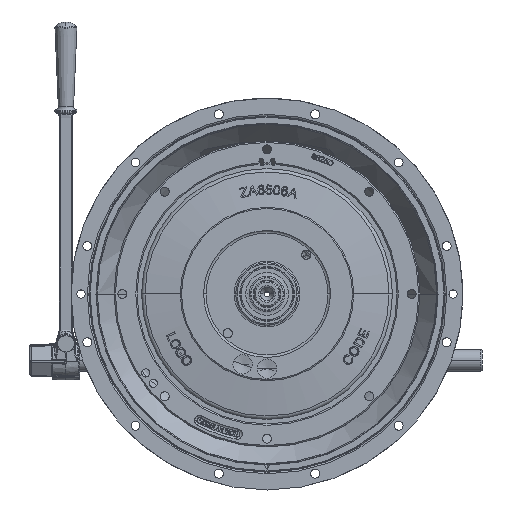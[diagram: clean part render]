
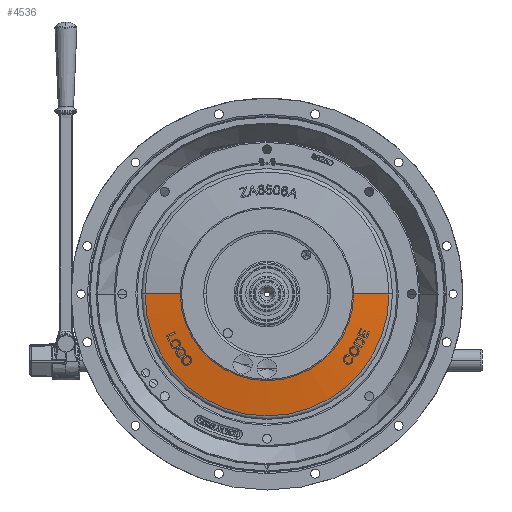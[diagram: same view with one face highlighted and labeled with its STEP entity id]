
A CAD part, top view. The second image highlights one B-rep face of the part: STEP entity #4536.
In plain terms, the highlighted conical face has half-angle 82.418 degrees and reference radius 140.507 mm.
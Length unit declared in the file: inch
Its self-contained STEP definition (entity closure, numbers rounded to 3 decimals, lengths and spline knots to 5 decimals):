
#21 = CARTESIAN_POINT ( 'NONE',  ( -3.92981, 0., 0.52316 ) ) ;
#112 = CARTESIAN_POINT ( 'NONE',  ( -5.53179, 0., 0.30991 ) ) ;
#4536 = ADVANCED_FACE ( 'NONE', ( #95714 ), #95839, .T. ) ;
#14634 = VERTEX_POINT ( 'NONE', #150806 ) ;
#14658 = VERTEX_POINT ( 'NONE', #112 ) ;
#14680 = VERTEX_POINT ( 'NONE', #151543 ) ;
#14704 = VERTEX_POINT ( 'NONE', #21 ) ;
#48506 = ORIENTED_EDGE ( 'NONE', *, *, #59737, .T. ) ;
#48516 = ORIENTED_EDGE ( 'NONE', *, *, #59838, .F. ) ;
#48600 = ORIENTED_EDGE ( 'NONE', *, *, #59855, .F. ) ;
#49176 = ORIENTED_EDGE ( 'NONE', *, *, #59748, .T. ) ;
#59737 = EDGE_CURVE ( 'NONE', #14658, #14634, #60276, .T. ) ;
#59748 = EDGE_CURVE ( 'NONE', #14704, #14658, #60283, .T. ) ;
#59838 = EDGE_CURVE ( 'NONE', #14680, #14634, #60377, .T. ) ;
#59855 = EDGE_CURVE ( 'NONE', #14704, #14680, #60401, .T. ) ;
#60272 = VECTOR ( 'NONE', #64166, 39.37008 ) ;
#60276 = CIRCLE ( 'NONE', #71564, 5.53179 ) ;
#60283 = LINE ( 'NONE', #64136, #60272 ) ;
#60377 = LINE ( 'NONE', #64460, #60378 ) ;
#60378 = VECTOR ( 'NONE', #64461, 39.37008 ) ;
#60401 = CIRCLE ( 'NONE', #71609, 3.92981 ) ;
#64117 = CARTESIAN_POINT ( 'NONE',  ( 0., 0., 0.30991 ) ) ;
#64120 = DIRECTION ( 'NONE',  ( 0., 0., 1. ) ) ;
#64122 = DIRECTION ( 'NONE',  ( 1., 0., 0. ) ) ;
#64136 = CARTESIAN_POINT ( 'NONE',  ( -5.53179, 0., 0.30991 ) ) ;
#64166 = DIRECTION ( 'NONE',  ( -0.991, 0., -0.132 ) ) ;
#64460 = CARTESIAN_POINT ( 'NONE',  ( 5.53179, 0., 0.30991 ) ) ;
#64461 = DIRECTION ( 'NONE',  ( 0.991, 0., -0.132 ) ) ;
#64501 = CARTESIAN_POINT ( 'NONE',  ( 0., 0., 0.52316 ) ) ;
#64504 = DIRECTION ( 'NONE',  ( 0., 0., 1. ) ) ;
#64506 = DIRECTION ( 'NONE',  ( 1., 0., 0. ) ) ;
#68759 = DIRECTION ( 'NONE',  ( -1., 0., 0. ) ) ;
#68782 = CARTESIAN_POINT ( 'NONE',  ( 0., 0., 0.30991 ) ) ;
#68851 = DIRECTION ( 'NONE',  ( 0., 0., -1. ) ) ;
#71564 = AXIS2_PLACEMENT_3D ( 'NONE', #64117, #64120, #64122 ) ;
#71609 = AXIS2_PLACEMENT_3D ( 'NONE', #64501, #64504, #64506 ) ;
#95714 = FACE_OUTER_BOUND ( 'NONE', #147967, .T. ) ;
#95839 = CONICAL_SURFACE ( 'NONE', #139049, 5.53179, 1.438 ) ;
#139049 = AXIS2_PLACEMENT_3D ( 'NONE', #68782, #68851, #68759 ) ;
#147967 = EDGE_LOOP ( 'NONE', ( #48516, #48600, #49176, #48506 ) ) ;
#150806 = CARTESIAN_POINT ( 'NONE',  ( 5.53179, 0., 0.30991 ) ) ;
#151543 = CARTESIAN_POINT ( 'NONE',  ( 3.92981, 0., 0.52316 ) ) ;
